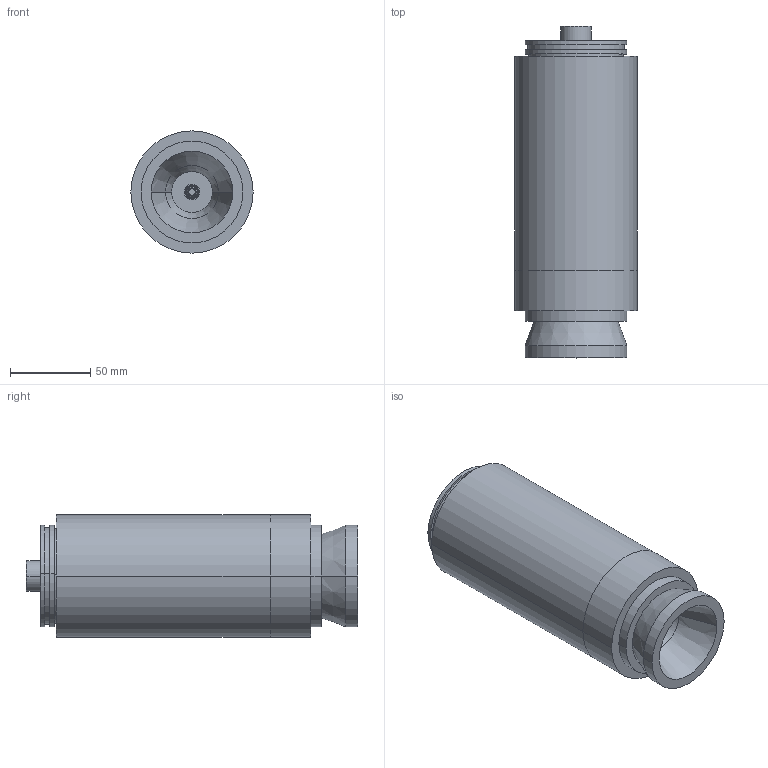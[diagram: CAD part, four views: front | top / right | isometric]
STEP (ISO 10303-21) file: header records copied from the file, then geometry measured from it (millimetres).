
FILE_DESCRIPTION (( 'STEP AP214' ), '1' );
FILE_NAME ('ThurstChamberv3.STEP', '2025-05-23T06:10:58', ( '' ), ( '' ), 'SwSTEP 2.0', 'SolidWorks 2024', '' );
FILE_SCHEMA (( 'AUTOMOTIVE_DESIGN' ));
Length unit declared in the file: inch
Products named in the file (11): NZZL-45C20D-200E Nozzle, for Throat Insert, Mojave Sphinx; INJC-SwirlInner; ThurstChamberv3; CMBR-200DI-250B-525L Combustion Chamber, Mojave Sphinx; 94095K114_High-Temperature Graphite Gasket - Trimmed ID_94095K114; INJC-2X8NPT-38NPT-250T20-2XO230-GENERIC Injector, Generic Orifice Pattern, Mojave Sphinx; 8284N57_Garter Spring_8284N57; INJC-SwirlOuter; INJC-SwirlInner-Cover; INJC-Assembly; THRT-45C20D-100T Throat Insert, Spring Retained, Mojave Sphinx
Assembly tree (10 placements, depth 3):
  ThurstChamberv3
    CMBR-200DI-250B-525L Combustion Chamber, Mojave Sphinx
    INJC-Assembly
      INJC-2X8NPT-38NPT-250T20-2XO230-GENERIC Injector, Generic Orifice Pattern, Mojave Sphinx
      INJC-SwirlOuter
      INJC-SwirlInner
      INJC-SwirlInner-Cover
    NZZL-45C20D-200E Nozzle, for Throat Insert, Mojave Sphinx
    THRT-45C20D-100T Throat Insert, Spring Retained, Mojave Sphinx
    94095K114_High-Temperature Graphite Gasket - Trimmed ID_94095K114
    8284N57_Garter Spring_8284N57
Bounding box: 76.2 x 206.91 x 76.2 mm (x, y, z)
Volume: 534240.4 mm3; surface area: 122972.6 mm2
Topology: 9 solids, 9 shells, 280 faces, 635 edges, 382 vertices
Faces by surface type: cylinder 117, cone 56, torus 52, plane 47, bspline 8
Entity records: 25554 total; most frequent: CARTESIAN_POINT 18763, DIRECTION 1469, ORIENTED_EDGE 1254, AXIS2_PLACEMENT_3D 640, EDGE_CURVE 627, VERTEX_POINT 382, CIRCLE 354, EDGE_LOOP 341
